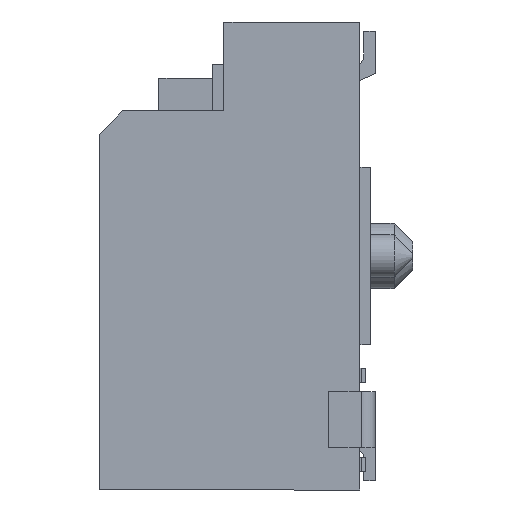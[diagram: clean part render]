
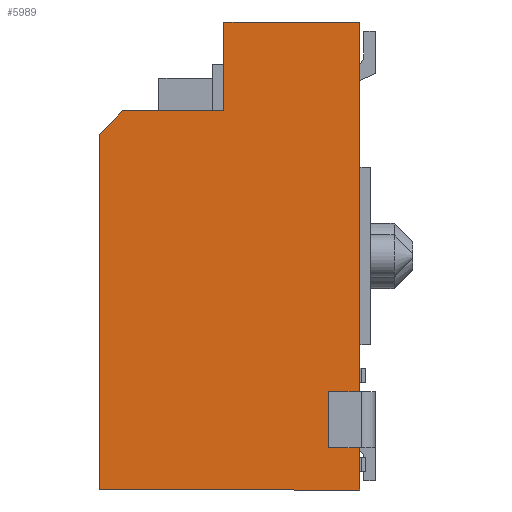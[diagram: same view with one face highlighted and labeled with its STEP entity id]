
A CAD part, left-side view. The second image highlights one B-rep face of the part: STEP entity #5989.
In plain terms, the highlighted planar face has unit normal (-1, 0, 0).
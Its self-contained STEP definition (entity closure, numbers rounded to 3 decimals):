
#5633 = VERTEX_POINT ( 'NONE', #19824 ) ;
#5659 = VERTEX_POINT ( 'NONE', #19846 ) ;
#5661 = EDGE_CURVE ( 'NONE', #5659, #5633, #19845, .T. ) ;
#5887 = VERTEX_POINT ( 'NONE', #20227 ) ;
#5889 = EDGE_CURVE ( 'NONE', #5887, #5890, #20295, .T. ) ;
#5890 = VERTEX_POINT ( 'NONE', #20291 ) ;
#5892 = VERTEX_POINT ( 'NONE', #20290 ) ;
#5901 = EDGE_CURVE ( 'NONE', #5890, #5659, #20274, .T. ) ;
#5939 = EDGE_CURVE ( 'NONE', #5892, #5940, #20328, .T. ) ;
#5940 = VERTEX_POINT ( 'NONE', #20386 ) ;
#5974 = EDGE_CURVE ( 'NONE', #5633, #5892, #20399, .T. ) ;
#5989 = ADVANCED_FACE ( 'NONE', ( #20445 ), #20449, .T. ) ;
#5990 = EDGE_LOOP ( 'NONE', ( #5991, #5994, #5996, #5997, #5998, #5999, #6000 ) ) ;
#5991 = ORIENTED_EDGE ( 'NONE', *, *, #5992, .T. ) ;
#5992 = EDGE_CURVE ( 'NONE', #5887, #5993, #20443, .T. ) ;
#5993 = VERTEX_POINT ( 'NONE', #20436 ) ;
#5994 = ORIENTED_EDGE ( 'NONE', *, *, #5995, .T. ) ;
#5995 = EDGE_CURVE ( 'NONE', #5993, #5940, #20435, .T. ) ;
#5996 = ORIENTED_EDGE ( 'NONE', *, *, #5939, .F. ) ;
#5997 = ORIENTED_EDGE ( 'NONE', *, *, #5974, .F. ) ;
#5998 = ORIENTED_EDGE ( 'NONE', *, *, #5661, .F. ) ;
#5999 = ORIENTED_EDGE ( 'NONE', *, *, #5901, .F. ) ;
#6000 = ORIENTED_EDGE ( 'NONE', *, *, #5889, .F. ) ;
#19824 = CARTESIAN_POINT ( 'NONE',  ( -14.2, 0.23, -5. ) ) ;
#19842 = DIRECTION ( 'NONE',  ( 0., 0., -1. ) ) ;
#19843 = VECTOR ( 'NONE', #19842, 1000. ) ;
#19844 = CARTESIAN_POINT ( 'NONE',  ( -14.2, 0.23, 5. ) ) ;
#19845 = LINE ( 'NONE', #19844, #19843 ) ;
#19846 = CARTESIAN_POINT ( 'NONE',  ( -14.2, 0.23, 5. ) ) ;
#20227 = CARTESIAN_POINT ( 'NONE',  ( -14.2, 3.135, 3.1 ) ) ;
#20271 = DIRECTION ( 'NONE',  ( 0., -1., 0. ) ) ;
#20272 = VECTOR ( 'NONE', #20271, 1000. ) ;
#20273 = CARTESIAN_POINT ( 'NONE',  ( -14.2, 3.135, 5. ) ) ;
#20274 = LINE ( 'NONE', #20273, #20272 ) ;
#20290 = CARTESIAN_POINT ( 'NONE',  ( -14.2, 5.8, -5. ) ) ;
#20291 = CARTESIAN_POINT ( 'NONE',  ( -14.2, 3.135, 5. ) ) ;
#20292 = DIRECTION ( 'NONE',  ( 0., 0., 1. ) ) ;
#20293 = VECTOR ( 'NONE', #20292, 1000. ) ;
#20294 = CARTESIAN_POINT ( 'NONE',  ( -14.2, 3.135, 2.2 ) ) ;
#20295 = LINE ( 'NONE', #20294, #20293 ) ;
#20328 = LINE ( 'NONE', #20389, #20388 ) ;
#20386 = CARTESIAN_POINT ( 'NONE',  ( -14.2, 5.8, 2.6 ) ) ;
#20387 = DIRECTION ( 'NONE',  ( 0., 0., 1. ) ) ;
#20388 = VECTOR ( 'NONE', #20387, 1000. ) ;
#20389 = CARTESIAN_POINT ( 'NONE',  ( -14.2, 5.8, 2.2 ) ) ;
#20396 = DIRECTION ( 'NONE',  ( 0., 1., 0. ) ) ;
#20397 = VECTOR ( 'NONE', #20396, 1000. ) ;
#20398 = CARTESIAN_POINT ( 'NONE',  ( -14.2, 5.8, -5. ) ) ;
#20399 = LINE ( 'NONE', #20398, #20397 ) ;
#20432 = DIRECTION ( 'NONE',  ( 0., 0.707, -0.707 ) ) ;
#20433 = VECTOR ( 'NONE', #20432, 1000. ) ;
#20434 = CARTESIAN_POINT ( 'NONE',  ( -14.2, 8.268, 0.132 ) ) ;
#20435 = LINE ( 'NONE', #20434, #20433 ) ;
#20436 = CARTESIAN_POINT ( 'NONE',  ( -14.2, 5.3, 3.1 ) ) ;
#20437 = DIRECTION ( 'NONE',  ( 0., 1., 0. ) ) ;
#20438 = VECTOR ( 'NONE', #20437, 1000. ) ;
#20439 = CARTESIAN_POINT ( 'NONE',  ( -14.2, 1.635, 3.1 ) ) ;
#20440 = DIRECTION ( 'NONE',  ( 0., 0., 1. ) ) ;
#20441 = DIRECTION ( 'NONE',  ( -1., 0., 0. ) ) ;
#20442 = CARTESIAN_POINT ( 'NONE',  ( -14.2, 3.135, -5. ) ) ;
#20443 = LINE ( 'NONE', #20439, #20438 ) ;
#20444 = AXIS2_PLACEMENT_3D ( 'NONE', #20442, #20441, #20440 ) ;
#20445 = FACE_OUTER_BOUND ( 'NONE', #5990, .T. ) ;
#20449 = PLANE ( 'NONE',  #20444 ) ;
